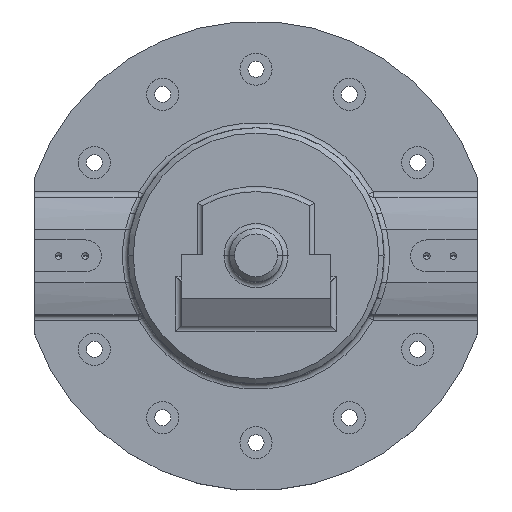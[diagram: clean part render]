
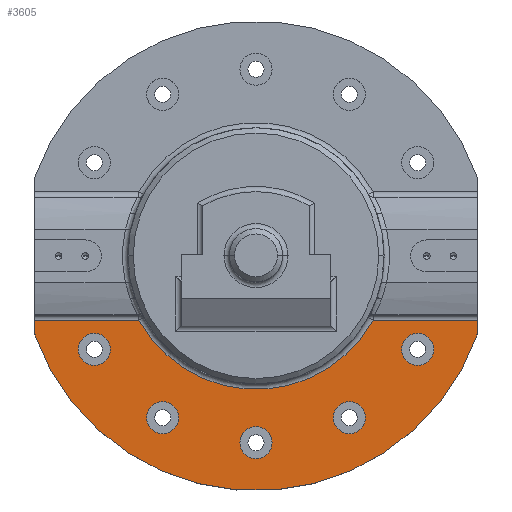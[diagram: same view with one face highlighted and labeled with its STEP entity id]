
A CAD part, top view. The second image highlights one B-rep face of the part: STEP entity #3605.
In plain terms, the highlighted planar face has unit normal (0, 0, 1).
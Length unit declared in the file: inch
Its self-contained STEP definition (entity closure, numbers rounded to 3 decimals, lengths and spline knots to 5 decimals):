
#490=CARTESIAN_POINT('',(0.,-8.75,1.));
#491=DIRECTION('',(0.,0.,1.));
#492=DIRECTION('',(-1.,0.,0.));
#493=AXIS2_PLACEMENT_3D('',#490,#491,#492);
#495=CARTESIAN_POINT('',(0.,-8.75,1.));
#496=DIRECTION('',(0.,0.,1.));
#497=DIRECTION('',(1.,0.,0.));
#498=AXIS2_PLACEMENT_3D('',#495,#496,#497);
#500=CARTESIAN_POINT('',(4.37452,-7.578,1.));
#501=DIRECTION('',(0.,0.,1.));
#502=DIRECTION('',(-1.,0.,0.));
#503=AXIS2_PLACEMENT_3D('',#500,#501,#502);
#505=CARTESIAN_POINT('',(4.37452,-7.578,1.));
#506=DIRECTION('',(0.,0.,1.));
#507=DIRECTION('',(1.,0.,0.));
#508=AXIS2_PLACEMENT_3D('',#505,#506,#507);
#510=CARTESIAN_POINT('',(7.57772,-4.375,1.));
#511=DIRECTION('',(0.,0.,1.));
#512=DIRECTION('',(-1.,0.,0.));
#513=AXIS2_PLACEMENT_3D('',#510,#511,#512);
#515=CARTESIAN_POINT('',(7.57772,-4.375,1.));
#516=DIRECTION('',(0.,0.,1.));
#517=DIRECTION('',(1.,0.,0.));
#518=AXIS2_PLACEMENT_3D('',#515,#516,#517);
#520=CARTESIAN_POINT('',(-4.37452,-7.578,1.));
#521=DIRECTION('',(0.,0.,1.));
#522=DIRECTION('',(-1.,0.,0.));
#523=AXIS2_PLACEMENT_3D('',#520,#521,#522);
#525=CARTESIAN_POINT('',(-4.37452,-7.578,1.));
#526=DIRECTION('',(0.,0.,1.));
#527=DIRECTION('',(1.,0.,0.));
#528=AXIS2_PLACEMENT_3D('',#525,#526,#527);
#530=CARTESIAN_POINT('',(-7.57772,-4.375,1.));
#531=DIRECTION('',(0.,0.,1.));
#532=DIRECTION('',(-1.,0.,0.));
#533=AXIS2_PLACEMENT_3D('',#530,#531,#532);
#535=CARTESIAN_POINT('',(-7.57772,-4.375,1.));
#536=DIRECTION('',(0.,0.,1.));
#537=DIRECTION('',(1.,0.,0.));
#538=AXIS2_PLACEMENT_3D('',#535,#536,#537);
#561=DIRECTION('',(1.,0.,0.));
#562=VECTOR('',#561,4.89207);
#563=CARTESIAN_POINT('',(-10.375,-3.,1.));
#564=LINE('',#563,#562);
#565=DIRECTION('',(1.,0.,0.));
#566=VECTOR('',#565,4.89208);
#567=CARTESIAN_POINT('',(5.48292,-3.,1.));
#568=LINE('',#567,#566);
#569=DIRECTION('',(0.,1.,0.));
#570=VECTOR('',#569,0.65505);
#571=CARTESIAN_POINT('',(10.375,-3.65505,1.));
#572=LINE('',#571,#570);
#573=CARTESIAN_POINT('',(0.,0.,1.));
#574=DIRECTION('',(0.,0.,1.));
#575=DIRECTION('',(-0.943,-0.332,0.));
#576=AXIS2_PLACEMENT_3D('',#573,#574,#575);
#578=DIRECTION('',(0.,-1.,0.));
#579=VECTOR('',#578,0.65505);
#580=CARTESIAN_POINT('',(-10.375,-3.,1.));
#581=LINE('',#580,#579);
#2136=CARTESIAN_POINT('',(0.,0.,1.));
#2137=DIRECTION('',(0.,0.,-1.));
#2138=DIRECTION('',(0.877,-0.48,0.));
#2139=AXIS2_PLACEMENT_3D('',#2136,#2137,#2138);
#2412=CARTESIAN_POINT('',(-10.375,-3.65505,1.));
#2413=CARTESIAN_POINT('',(10.375,-3.65505,1.));
#2414=VERTEX_POINT('',#2412);
#2415=VERTEX_POINT('',#2413);
#2532=CARTESIAN_POINT('',(-0.75,-8.75,1.));
#2533=CARTESIAN_POINT('',(0.75,-8.75,1.));
#2534=VERTEX_POINT('',#2532);
#2535=VERTEX_POINT('',#2533);
#2548=CARTESIAN_POINT('',(3.62452,-7.578,1.));
#2549=CARTESIAN_POINT('',(5.12452,-7.578,1.));
#2550=VERTEX_POINT('',#2548);
#2551=VERTEX_POINT('',#2549);
#2564=CARTESIAN_POINT('',(6.82772,-4.375,1.));
#2565=CARTESIAN_POINT('',(8.32772,-4.375,1.));
#2566=VERTEX_POINT('',#2564);
#2567=VERTEX_POINT('',#2565);
#2580=CARTESIAN_POINT('',(-5.12452,-7.578,1.));
#2581=CARTESIAN_POINT('',(-3.62452,-7.578,1.));
#2582=VERTEX_POINT('',#2580);
#2583=VERTEX_POINT('',#2581);
#2596=CARTESIAN_POINT('',(-8.32772,-4.375,1.));
#2597=CARTESIAN_POINT('',(-6.82772,-4.375,1.));
#2598=VERTEX_POINT('',#2596);
#2599=VERTEX_POINT('',#2597);
#2724=CARTESIAN_POINT('',(-10.375,-3.,1.));
#2725=CARTESIAN_POINT('',(-5.48293,-3.,1.));
#2726=VERTEX_POINT('',#2724);
#2727=VERTEX_POINT('',#2725);
#2758=CARTESIAN_POINT('',(5.48292,-3.,1.));
#2759=CARTESIAN_POINT('',(10.375,-3.,1.));
#2760=VERTEX_POINT('',#2758);
#2761=VERTEX_POINT('',#2759);
#3558=CARTESIAN_POINT('',(0.,0.,1.));
#3559=DIRECTION('',(0.,0.,1.));
#3560=DIRECTION('',(1.,0.,0.));
#3561=AXIS2_PLACEMENT_3D('',#3558,#3559,#3560);
#3562=PLANE('',#3561);
#3564=ORIENTED_EDGE('',*,*,#3563,.T.);
#3566=ORIENTED_EDGE('',*,*,#3565,.F.);
#3568=ORIENTED_EDGE('',*,*,#3567,.T.);
#3569=ORIENTED_EDGE('',*,*,#3148,.F.);
#3571=ORIENTED_EDGE('',*,*,#3570,.F.);
#3572=ORIENTED_EDGE('',*,*,#3502,.F.);
#3573=EDGE_LOOP('',(#3564,#3566,#3568,#3569,#3571,#3572));
#3574=FACE_OUTER_BOUND('',#3573,.F.);
#3576=ORIENTED_EDGE('',*,*,#3575,.T.);
#3578=ORIENTED_EDGE('',*,*,#3577,.T.);
#3579=EDGE_LOOP('',(#3576,#3578));
#3580=FACE_BOUND('',#3579,.F.);
#3582=ORIENTED_EDGE('',*,*,#3581,.T.);
#3584=ORIENTED_EDGE('',*,*,#3583,.T.);
#3585=EDGE_LOOP('',(#3582,#3584));
#3586=FACE_BOUND('',#3585,.F.);
#3588=ORIENTED_EDGE('',*,*,#3587,.T.);
#3590=ORIENTED_EDGE('',*,*,#3589,.T.);
#3591=EDGE_LOOP('',(#3588,#3590));
#3592=FACE_BOUND('',#3591,.F.);
#3594=ORIENTED_EDGE('',*,*,#3593,.T.);
#3596=ORIENTED_EDGE('',*,*,#3595,.T.);
#3597=EDGE_LOOP('',(#3594,#3596));
#3598=FACE_BOUND('',#3597,.F.);
#3600=ORIENTED_EDGE('',*,*,#3599,.T.);
#3602=ORIENTED_EDGE('',*,*,#3601,.T.);
#3603=EDGE_LOOP('',(#3600,#3602));
#3604=FACE_BOUND('',#3603,.F.);
#494=CIRCLE('',#493,0.75);
#499=CIRCLE('',#498,0.75);
#504=CIRCLE('',#503,0.75);
#509=CIRCLE('',#508,0.75);
#514=CIRCLE('',#513,0.75);
#519=CIRCLE('',#518,0.75);
#524=CIRCLE('',#523,0.75);
#529=CIRCLE('',#528,0.75);
#534=CIRCLE('',#533,0.75);
#539=CIRCLE('',#538,0.75);
#577=CIRCLE('',#576,11.);
#2140=CIRCLE('',#2139,6.25);
#3148=EDGE_CURVE('',#2415,#2761,#572,.T.);
#3502=EDGE_CURVE('',#2726,#2414,#581,.T.);
#3563=EDGE_CURVE('',#2726,#2727,#564,.T.);
#3565=EDGE_CURVE('',#2760,#2727,#2140,.T.);
#3567=EDGE_CURVE('',#2760,#2761,#568,.T.);
#3570=EDGE_CURVE('',#2414,#2415,#577,.T.);
#3575=EDGE_CURVE('',#2534,#2535,#494,.T.);
#3577=EDGE_CURVE('',#2535,#2534,#499,.T.);
#3581=EDGE_CURVE('',#2550,#2551,#504,.T.);
#3583=EDGE_CURVE('',#2551,#2550,#509,.T.);
#3587=EDGE_CURVE('',#2566,#2567,#514,.T.);
#3589=EDGE_CURVE('',#2567,#2566,#519,.T.);
#3593=EDGE_CURVE('',#2582,#2583,#524,.T.);
#3595=EDGE_CURVE('',#2583,#2582,#529,.T.);
#3599=EDGE_CURVE('',#2598,#2599,#534,.T.);
#3601=EDGE_CURVE('',#2599,#2598,#539,.T.);
#3605=ADVANCED_FACE('',(#3574,#3580,#3586,#3592,#3598,#3604),#3562,.T.);
